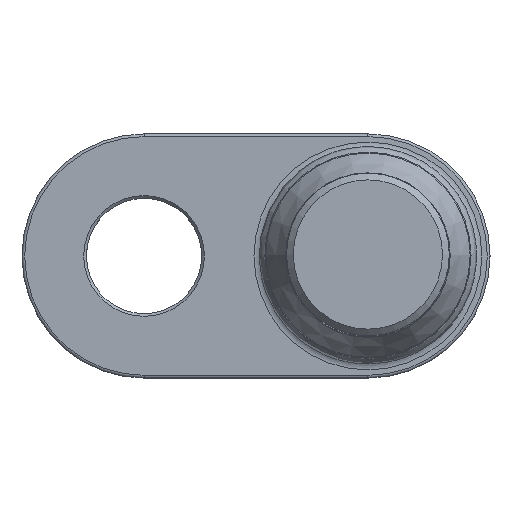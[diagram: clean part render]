
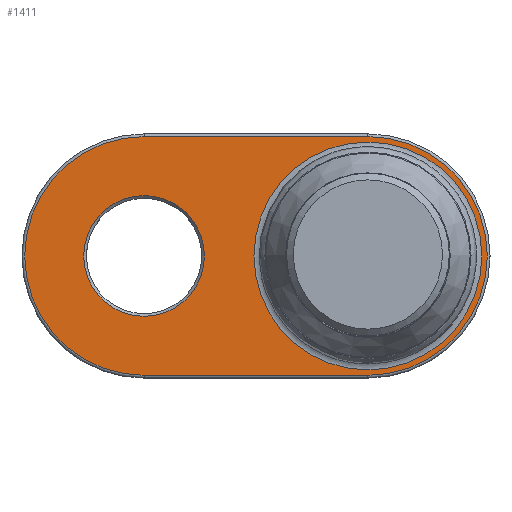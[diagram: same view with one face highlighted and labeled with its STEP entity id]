
A CAD part, top view. The second image highlights one B-rep face of the part: STEP entity #1411.
In plain terms, the highlighted planar face has unit normal (0, 0, 1).
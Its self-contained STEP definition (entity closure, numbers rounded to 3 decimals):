
#1105=FACE_BOUND('',#1698,.T.);
#1106=FACE_BOUND('',#1699,.T.);
#1107=FACE_BOUND('',#1700,.T.);
#1411=ADVANCED_FACE('',(#1105,#1106,#1107),#1541,.F.);
#1541=PLANE('',#3247);
#1698=EDGE_LOOP('',(#2085));
#1699=EDGE_LOOP('',(#2086));
#1700=EDGE_LOOP('',(#2087,#2088,#2089,#2090));
#1865=LINE('',#8865,#1938);
#1866=LINE('',#8870,#1939);
#1938=VECTOR('',#3421,1.);
#1939=VECTOR('',#3424,1.);
#2085=ORIENTED_EDGE('',*,*,#2889,.T.);
#2086=ORIENTED_EDGE('',*,*,#2890,.T.);
#2087=ORIENTED_EDGE('',*,*,#2891,.T.);
#2088=ORIENTED_EDGE('',*,*,#2892,.T.);
#2089=ORIENTED_EDGE('',*,*,#2893,.T.);
#2090=ORIENTED_EDGE('',*,*,#2894,.T.);
#2672=VERTEX_POINT('',#8862);
#2673=VERTEX_POINT('',#8864);
#2674=VERTEX_POINT('',#8866);
#2675=VERTEX_POINT('',#8867);
#2676=VERTEX_POINT('',#8869);
#2677=VERTEX_POINT('',#8871);
#2889=EDGE_CURVE('',#2672,#2672,#3176,.T.);
#2890=EDGE_CURVE('',#2673,#2673,#3177,.T.);
#2891=EDGE_CURVE('',#2674,#2675,#1865,.T.);
#2892=EDGE_CURVE('',#2675,#2676,#3178,.T.);
#2893=EDGE_CURVE('',#2676,#2677,#1866,.T.);
#2894=EDGE_CURVE('',#2677,#2674,#3179,.T.);
#3176=CIRCLE('',#3243,4.45);
#3177=CIRCLE('',#3244,8.4);
#3178=CIRCLE('',#3245,8.8);
#3179=CIRCLE('',#3246,8.8);
#3243=AXIS2_PLACEMENT_3D('',#8861,#3417,#3418);
#3244=AXIS2_PLACEMENT_3D('',#8863,#3419,#3420);
#3245=AXIS2_PLACEMENT_3D('',#8868,#3422,#3423);
#3246=AXIS2_PLACEMENT_3D('',#8872,#3425,#3426);
#3247=AXIS2_PLACEMENT_3D('',#8873,#3427,#3428);
#3417=DIRECTION('',(0.,0.,-1.));
#3418=DIRECTION('',(-1.,0.,0.));
#3419=DIRECTION('',(0.,0.,-1.));
#3420=DIRECTION('',(-1.,0.,0.));
#3421=DIRECTION('',(1.,0.,0.));
#3422=DIRECTION('',(0.,0.,1.));
#3423=DIRECTION('',(-1.,0.,0.));
#3424=DIRECTION('',(-1.,0.,0.));
#3425=DIRECTION('',(0.,0.,1.));
#3426=DIRECTION('',(-1.,0.,0.));
#3427=DIRECTION('',(0.,0.,-1.));
#3428=DIRECTION('',(-1.,0.,0.));
#8861=CARTESIAN_POINT('',(-16.5,0.,0.));
#8862=CARTESIAN_POINT('',(-20.95,0.,0.));
#8863=CARTESIAN_POINT('',(0.,0.,0.));
#8864=CARTESIAN_POINT('',(-8.4,0.,0.));
#8865=CARTESIAN_POINT('',(-16.5,-8.8,0.));
#8866=CARTESIAN_POINT('',(-16.5,-8.8,0.));
#8867=CARTESIAN_POINT('',(0.,-8.8,0.));
#8868=CARTESIAN_POINT('',(0.,0.,0.));
#8869=CARTESIAN_POINT('',(0.,8.8,0.));
#8870=CARTESIAN_POINT('',(-16.5,8.8,0.));
#8871=CARTESIAN_POINT('',(-16.5,8.8,0.));
#8872=CARTESIAN_POINT('',(-16.5,0.,0.));
#8873=CARTESIAN_POINT('',(-16.5,0.,0.));
